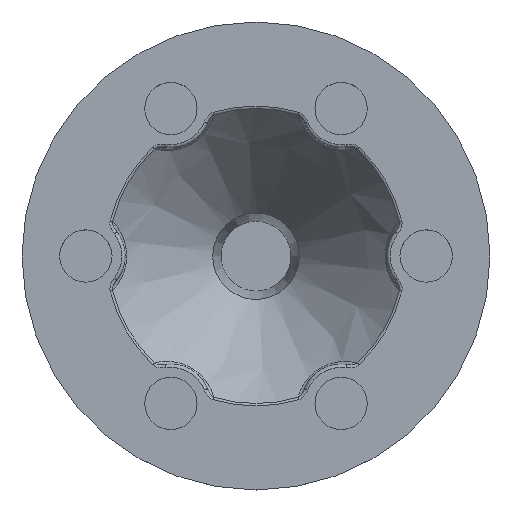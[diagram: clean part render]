
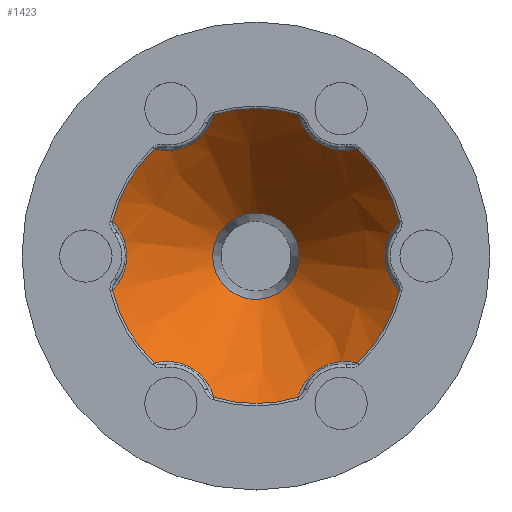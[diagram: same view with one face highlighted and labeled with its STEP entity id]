
A CAD part, top view. The second image highlights one B-rep face of the part: STEP entity #1423.
In plain terms, the highlighted conical face has half-angle 41 degrees and reference radius 14.641 mm.
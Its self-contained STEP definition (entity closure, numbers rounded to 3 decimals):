
#96=CARTESIAN_POINT('',(-21.912,-5.25,50.828));
#97=VERTEX_POINT('',#96);
#142=CARTESIAN_POINT('',(-15.503,-16.351,50.828));
#143=VERTEX_POINT('',#142);
#151=CARTESIAN_POINT('',(0.,0.,50.828));
#152=DIRECTION('',(0.0,0.0,-1.0));
#153=DIRECTION('',(-0.866,-0.5,0.0));
#154=AXIS2_PLACEMENT_3D('',#151,#152,#153);
#155=CIRCLE('',#154,22.532);
#156=EDGE_CURVE('',#143,#97,#155,.T.);
#288=CARTESIAN_POINT('',(-6.409,-21.602,50.828));
#289=VERTEX_POINT('',#288);
#324=CARTESIAN_POINT('',(6.409,-21.602,50.828));
#325=VERTEX_POINT('',#324);
#333=CARTESIAN_POINT('',(0.,0.0,50.828));
#334=DIRECTION('',(0.0,0.0,-1.0));
#335=DIRECTION('',(0.0,-1.0,0.0));
#336=AXIS2_PLACEMENT_3D('',#333,#334,#335);
#337=CIRCLE('',#336,22.532);
#338=EDGE_CURVE('',#325,#289,#337,.T.);
#470=CARTESIAN_POINT('',(15.503,-16.351,50.828));
#471=VERTEX_POINT('',#470);
#506=CARTESIAN_POINT('',(21.912,-5.25,50.828));
#507=VERTEX_POINT('',#506);
#515=CARTESIAN_POINT('',(0.0,0.,50.828));
#516=DIRECTION('',(0.0,0.0,-1.0));
#517=DIRECTION('',(0.866,-0.5,0.0));
#518=AXIS2_PLACEMENT_3D('',#515,#516,#517);
#519=CIRCLE('',#518,22.532);
#520=EDGE_CURVE('',#507,#471,#519,.T.);
#652=CARTESIAN_POINT('',(21.912,5.25,50.828));
#653=VERTEX_POINT('',#652);
#688=CARTESIAN_POINT('',(15.503,16.351,50.828));
#689=VERTEX_POINT('',#688);
#697=CARTESIAN_POINT('',(0.0,0.0,50.828));
#698=DIRECTION('',(0.0,0.0,-1.0));
#699=DIRECTION('',(0.866,0.5,0.0));
#700=AXIS2_PLACEMENT_3D('',#697,#698,#699);
#701=CIRCLE('',#700,22.532);
#702=EDGE_CURVE('',#689,#653,#701,.T.);
#834=CARTESIAN_POINT('',(6.409,21.602,50.828));
#835=VERTEX_POINT('',#834);
#870=CARTESIAN_POINT('',(-6.409,21.602,50.828));
#871=VERTEX_POINT('',#870);
#879=CARTESIAN_POINT('',(0.,0.0,50.828));
#880=DIRECTION('',(0.0,0.0,-1.0));
#881=DIRECTION('',(0.0,1.0,0.0));
#882=AXIS2_PLACEMENT_3D('',#879,#880,#881);
#883=CIRCLE('',#882,22.532);
#884=EDGE_CURVE('',#871,#835,#883,.T.);
#1016=CARTESIAN_POINT('',(-15.503,16.351,50.828));
#1017=VERTEX_POINT('',#1016);
#1052=CARTESIAN_POINT('',(-21.912,5.25,50.828));
#1053=VERTEX_POINT('',#1052);
#1061=CARTESIAN_POINT('',(0.0,0.,50.828));
#1062=DIRECTION('',(0.0,0.0,-1.0));
#1063=DIRECTION('',(-0.866,0.5,0.0));
#1064=AXIS2_PLACEMENT_3D('',#1061,#1062,#1063);
#1065=CIRCLE('',#1064,22.532);
#1066=EDGE_CURVE('',#1053,#1017,#1065,.T.);
#1236=CARTESIAN_POINT('',(6.409,21.602,50.828));
#1237=CARTESIAN_POINT('',(6.522,21.161,50.379));
#1238=CARTESIAN_POINT('',(6.844,20.268,49.507));
#1239=CARTESIAN_POINT('',(7.677,18.919,48.375));
#1240=CARTESIAN_POINT('',(8.979,17.605,47.602));
#1241=CARTESIAN_POINT('',(10.752,16.582,47.604));
#1242=CARTESIAN_POINT('',(12.551,16.108,48.379));
#1243=CARTESIAN_POINT('',(14.13,16.062,49.507));
#1244=CARTESIAN_POINT('',(15.064,16.229,50.379));
#1245=CARTESIAN_POINT('',(15.503,16.351,50.828));
#1246=B_SPLINE_CURVE_WITH_KNOTS('',3,(#1236,#1237,#1238,#1239,#1240,#1241,#1242,#1243,#1244,#1245),.UNSPECIFIED.,.F.,.U.,(4,1,1,1,1,1,1,4),(-1.405,-1.215,-1.024,-0.834,-0.644,-0.453,-0.263,-0.073),.UNSPECIFIED.);
#1247=EDGE_CURVE('',#835,#689,#1246,.T.);
#1316=CARTESIAN_POINT('',(-15.503,16.351,50.828));
#1317=CARTESIAN_POINT('',(-14.626,16.106,49.929));
#1318=CARTESIAN_POINT('',(-13.142,15.952,48.634));
#1319=CARTESIAN_POINT('',(-10.757,16.576,47.6));
#1320=CARTESIAN_POINT('',(-8.982,17.602,47.602));
#1321=CARTESIAN_POINT('',(-7.24,19.362,48.638));
#1322=CARTESIAN_POINT('',(-6.635,20.72,49.929));
#1323=CARTESIAN_POINT('',(-6.409,21.602,50.828));
#1324=B_SPLINE_CURVE_WITH_KNOTS('',3,(#1316,#1317,#1318,#1319,#1320,#1321,#1322,#1323),.UNSPECIFIED.,.F.,.U.,(4,1,1,1,1,4),(-1.405,-1.024,-0.834,-0.644,-0.453,-0.073),.UNSPECIFIED.);
#1325=EDGE_CURVE('',#1017,#871,#1324,.T.);
#1351=CARTESIAN_POINT('',(0.0,0.0,41.75));
#1352=DIRECTION('',(0.0,0.0,1.0));
#1353=DIRECTION('',(-1.0,0.0,0.0));
#1354=AXIS2_PLACEMENT_3D('',#1351,#1352,#1353);
#1355=CONICAL_SURFACE('',#1354,14.641,41.);
#1356=CARTESIAN_POINT('',(6.6,0.,32.5));
#1357=VERTEX_POINT('',#1356);
#1358=CARTESIAN_POINT('',(0.0,0.0,32.5));
#1359=DIRECTION('',(0.0,0.0,1.0));
#1360=DIRECTION('',(-1.0,0.0,0.0));
#1361=AXIS2_PLACEMENT_3D('',#1358,#1359,#1360);
#1362=CIRCLE('',#1361,6.6);
#1363=EDGE_CURVE('',#1357,#1357,#1362,.T.);
#1364=ORIENTED_EDGE('',*,*,#1363,.F.);
#1365=EDGE_LOOP('',(#1364));
#1366=FACE_OUTER_BOUND('',#1365,.T.);
#1367=ORIENTED_EDGE('',*,*,#702,.F.);
#1368=ORIENTED_EDGE('',*,*,#1247,.F.);
#1369=ORIENTED_EDGE('',*,*,#884,.F.);
#1370=ORIENTED_EDGE('',*,*,#1325,.F.);
#1371=ORIENTED_EDGE('',*,*,#1066,.F.);
#1372=CARTESIAN_POINT('',(-21.912,-5.25,50.828));
#1373=CARTESIAN_POINT('',(-21.588,-4.933,50.38));
#1374=CARTESIAN_POINT('',(-20.977,-4.21,49.511));
#1375=CARTESIAN_POINT('',(-20.225,-2.815,48.378));
#1376=CARTESIAN_POINT('',(-19.736,-1.029,47.604));
#1377=CARTESIAN_POINT('',(-19.733,1.03,47.599));
#1378=CARTESIAN_POINT('',(-20.388,3.41,48.638));
#1379=CARTESIAN_POINT('',(-21.264,4.616,49.933));
#1380=CARTESIAN_POINT('',(-21.912,5.25,50.828));
#1381=B_SPLINE_CURVE_WITH_KNOTS('',3,(#1372,#1373,#1374,#1375,#1376,#1377,#1378,#1379,#1380),.UNSPECIFIED.,.F.,.U.,(4,1,1,1,1,1,4),(-1.404,-1.214,-1.024,-0.834,-0.643,-0.453,-0.073),.UNSPECIFIED.);
#1382=EDGE_CURVE('',#97,#1053,#1381,.T.);
#1383=ORIENTED_EDGE('',*,*,#1382,.F.);
#1384=ORIENTED_EDGE('',*,*,#156,.F.);
#1385=CARTESIAN_POINT('',(-6.409,-21.602,50.828));
#1386=CARTESIAN_POINT('',(-6.522,-21.161,50.379));
#1387=CARTESIAN_POINT('',(-6.845,-20.267,49.507));
#1388=CARTESIAN_POINT('',(-7.675,-18.923,48.379));
#1389=CARTESIAN_POINT('',(-8.984,-17.602,47.604));
#1390=CARTESIAN_POINT('',(-10.757,-16.577,47.6));
#1391=CARTESIAN_POINT('',(-13.143,-15.952,48.635));
#1392=CARTESIAN_POINT('',(-14.626,-16.106,49.929));
#1393=CARTESIAN_POINT('',(-15.503,-16.351,50.828));
#1394=B_SPLINE_CURVE_WITH_KNOTS('',3,(#1385,#1386,#1387,#1388,#1389,#1390,#1391,#1392,#1393),.UNSPECIFIED.,.F.,.U.,(4,1,1,1,1,1,4),(-1.404,-1.214,-1.024,-0.834,-0.643,-0.453,-0.073),.UNSPECIFIED.);
#1395=EDGE_CURVE('',#289,#143,#1394,.T.);
#1396=ORIENTED_EDGE('',*,*,#1395,.F.);
#1397=ORIENTED_EDGE('',*,*,#338,.F.);
#1398=CARTESIAN_POINT('',(15.503,-16.351,50.828));
#1399=CARTESIAN_POINT('',(14.626,-16.106,49.929));
#1400=CARTESIAN_POINT('',(13.142,-15.952,48.634));
#1401=CARTESIAN_POINT('',(10.757,-16.576,47.6));
#1402=CARTESIAN_POINT('',(8.982,-17.602,47.602));
#1403=CARTESIAN_POINT('',(7.24,-19.362,48.638));
#1404=CARTESIAN_POINT('',(6.635,-20.72,49.929));
#1405=CARTESIAN_POINT('',(6.409,-21.602,50.828));
#1406=B_SPLINE_CURVE_WITH_KNOTS('',3,(#1398,#1399,#1400,#1401,#1402,#1403,#1404,#1405),.UNSPECIFIED.,.F.,.U.,(4,1,1,1,1,4),(-1.405,-1.024,-0.834,-0.644,-0.453,-0.073),.UNSPECIFIED.);
#1407=EDGE_CURVE('',#471,#325,#1406,.T.);
#1408=ORIENTED_EDGE('',*,*,#1407,.F.);
#1409=ORIENTED_EDGE('',*,*,#520,.F.);
#1410=CARTESIAN_POINT('',(21.912,5.25,50.828));
#1411=CARTESIAN_POINT('',(21.264,4.616,49.933));
#1412=CARTESIAN_POINT('',(20.388,3.41,48.636));
#1413=CARTESIAN_POINT('',(19.733,1.03,47.598));
#1414=CARTESIAN_POINT('',(19.735,-1.03,47.602));
#1415=CARTESIAN_POINT('',(20.388,-3.41,48.637));
#1416=CARTESIAN_POINT('',(21.264,-4.616,49.933));
#1417=CARTESIAN_POINT('',(21.912,-5.25,50.828));
#1418=B_SPLINE_CURVE_WITH_KNOTS('',3,(#1410,#1411,#1412,#1413,#1414,#1415,#1416,#1417),.UNSPECIFIED.,.F.,.U.,(4,1,1,1,1,4),(-1.404,-1.024,-0.834,-0.644,-0.453,-0.073),.UNSPECIFIED.);
#1419=EDGE_CURVE('',#653,#507,#1418,.T.);
#1420=ORIENTED_EDGE('',*,*,#1419,.F.);
#1421=EDGE_LOOP('',(#1367,#1368,#1369,#1370,#1371,#1383,#1384,#1396,#1397,#1408,#1409,#1420));
#1422=FACE_BOUND('',#1421,.T.);
#1423=ADVANCED_FACE('',(#1366,#1422),#1355,.F.);
